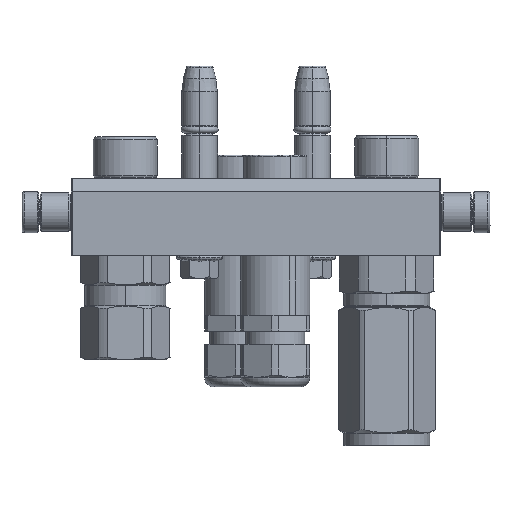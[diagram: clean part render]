
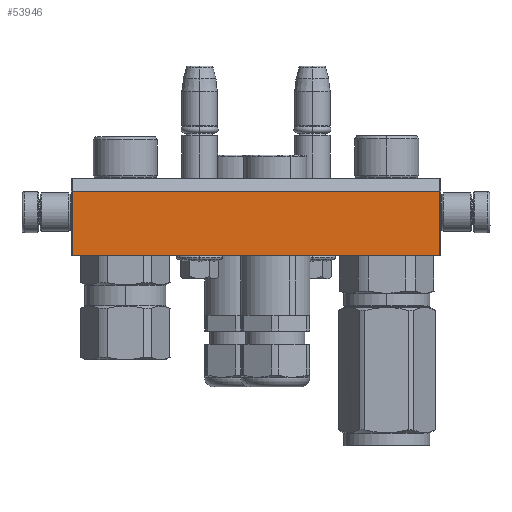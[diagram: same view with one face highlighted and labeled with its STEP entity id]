
A CAD part, left-side view. The second image highlights one B-rep face of the part: STEP entity #53946.
In plain terms, the highlighted face is planar.
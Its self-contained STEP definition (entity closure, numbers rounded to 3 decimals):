
#2895 = CARTESIAN_POINT ( 'NONE',  ( 0.5, 30., -90. ) ) ;
#4565 = DIRECTION ( 'NONE',  ( -1., 0., 0. ) ) ;
#10432 = CARTESIAN_POINT ( 'NONE',  ( 143.5, 5., -90. ) ) ;
#14446 = VECTOR ( 'NONE', #38109, 1000. ) ;
#15805 = CARTESIAN_POINT ( 'NONE',  ( 143.5, 5., -90. ) ) ;
#15829 = EDGE_CURVE ( 'NONE', #66212, #41572, #87765, .T. ) ;
#16956 = ORIENTED_EDGE ( 'NONE', *, *, #27793, .F. ) ;
#17018 = DIRECTION ( 'NONE',  ( -1., 0., 0. ) ) ;
#19602 = ORIENTED_EDGE ( 'NONE', *, *, #15829, .T. ) ;
#20045 = EDGE_CURVE ( 'NONE', #66212, #74529, #22591, .T. ) ;
#22591 = LINE ( 'NONE', #30862, #58736 ) ;
#22658 = FACE_OUTER_BOUND ( 'NONE', #64123, .T. ) ;
#27793 = EDGE_CURVE ( 'NONE', #74529, #69578, #58032, .T. ) ;
#30862 = CARTESIAN_POINT ( 'NONE',  ( 143.5, 5., -90. ) ) ;
#31308 = ORIENTED_EDGE ( 'NONE', *, *, #20045, .F. ) ;
#32485 = AXIS2_PLACEMENT_3D ( 'NONE', #40799, #48067, #4565 ) ;
#34319 = ORIENTED_EDGE ( 'NONE', *, *, #52798, .T. ) ;
#38109 = DIRECTION ( 'NONE',  ( -1., 0., 0. ) ) ;
#40799 = CARTESIAN_POINT ( 'NONE',  ( 144., 0., -90. ) ) ;
#41572 = VERTEX_POINT ( 'NONE', #57612 ) ;
#43173 = LINE ( 'NONE', #53976, #87341 ) ;
#48067 = DIRECTION ( 'NONE',  ( 0., 0., -1. ) ) ;
#52798 = EDGE_CURVE ( 'NONE', #41572, #69578, #43173, .T. ) ;
#53468 = VECTOR ( 'NONE', #17018, 1000. ) ;
#53946 = ADVANCED_FACE ( 'NONE', ( #22658 ), #82816, .T. ) ;
#53976 = CARTESIAN_POINT ( 'NONE',  ( 0.5, 5., -90. ) ) ;
#57612 = CARTESIAN_POINT ( 'NONE',  ( 0.5, 5., -90. ) ) ;
#58032 = LINE ( 'NONE', #67149, #53468 ) ;
#58736 = VECTOR ( 'NONE', #81348, 1000. ) ;
#60007 = DIRECTION ( 'NONE',  ( 0., 1., 0. ) ) ;
#64123 = EDGE_LOOP ( 'NONE', ( #16956, #31308, #19602, #34319 ) ) ;
#66212 = VERTEX_POINT ( 'NONE', #10432 ) ;
#67149 = CARTESIAN_POINT ( 'NONE',  ( 143.5, 30., -90. ) ) ;
#69578 = VERTEX_POINT ( 'NONE', #2895 ) ;
#74529 = VERTEX_POINT ( 'NONE', #77173 ) ;
#77173 = CARTESIAN_POINT ( 'NONE',  ( 143.5, 30., -90. ) ) ;
#81348 = DIRECTION ( 'NONE',  ( 0., 1., 0. ) ) ;
#82816 = PLANE ( 'NONE',  #32485 ) ;
#87341 = VECTOR ( 'NONE', #60007, 1000. ) ;
#87765 = LINE ( 'NONE', #15805, #14446 ) ;
